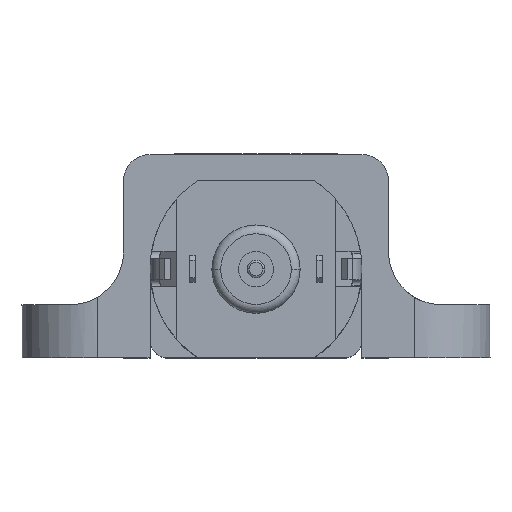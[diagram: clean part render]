
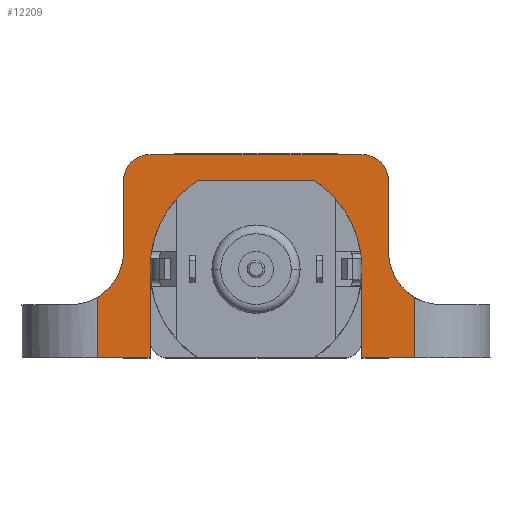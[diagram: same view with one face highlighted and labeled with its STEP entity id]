
A CAD part, top view. The second image highlights one B-rep face of the part: STEP entity #12209.
In plain terms, the highlighted planar face has unit normal (0, 0, 1).
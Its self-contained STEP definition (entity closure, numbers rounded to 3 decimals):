
#71 = FACE_OUTER_BOUND ( 'NONE', #9449, .T. ) ;
#126 = CARTESIAN_POINT ( 'NONE',  ( 9., -2.732, 7.75 ) ) ;
#144 = B_SPLINE_CURVE_WITH_KNOTS ( 'NONE', 3,
 ( #12203, #126, #14292, #938 ),
 .UNSPECIFIED., .F., .F.,
 ( 4, 4 ),
 ( 0., 1. ),
 .UNSPECIFIED. ) ;
#346 = VECTOR ( 'NONE', #3472, 1000. ) ;
#474 = VERTEX_POINT ( 'NONE', #10088 ) ;
#511 = CARTESIAN_POINT ( 'NONE',  ( -9., -2.732, 7.75 ) ) ;
#570 = VERTEX_POINT ( 'NONE', #6090 ) ;
#656 = VERTEX_POINT ( 'NONE', #5149 ) ;
#709 = DIRECTION ( 'NONE',  ( 1., 0., 0. ) ) ;
#743 = DIRECTION ( 'NONE',  ( 0., 1., 0. ) ) ;
#746 = VERTEX_POINT ( 'NONE', #10850 ) ;
#768 = VERTEX_POINT ( 'NONE', #6709 ) ;
#810 = CARTESIAN_POINT ( 'NONE',  ( -6., -5., 7.75 ) ) ;
#938 = CARTESIAN_POINT ( 'NONE',  ( 9., -5., 7.75 ) ) ;
#1053 = VERTEX_POINT ( 'NONE', #4572 ) ;
#1115 = CARTESIAN_POINT ( 'NONE',  ( -7.5, 5., 7.75 ) ) ;
#1253 = ORIENTED_EDGE ( 'NONE', *, *, #5507, .F. ) ;
#1377 = DIRECTION ( 'NONE',  ( 0., -1., 0. ) ) ;
#1386 = CARTESIAN_POINT ( 'NONE',  ( -9., -5., 7.75 ) ) ;
#1454 = ORIENTED_EDGE ( 'NONE', *, *, #2311, .F. ) ;
#1726 = VECTOR ( 'NONE', #10274, 1000. ) ;
#1887 = VERTEX_POINT ( 'NONE', #12581 ) ;
#1956 = EDGE_CURVE ( 'NONE', #570, #1053, #12960, .T. ) ;
#2026 = DIRECTION ( 'NONE',  ( 1., 0., 0. ) ) ;
#2038 = EDGE_CURVE ( 'NONE', #13007, #14160, #4347, .T. ) ;
#2062 = DIRECTION ( 'NONE',  ( 1., 0., 0. ) ) ;
#2293 = EDGE_CURVE ( 'NONE', #746, #8601, #144, .T. ) ;
#2311 = EDGE_CURVE ( 'NONE', #7842, #13007, #12381, .T. ) ;
#2630 = CIRCLE ( 'NONE', #8888, 1.5 ) ;
#2695 = CIRCLE ( 'NONE', #11483, 6. ) ;
#2736 = VECTOR ( 'NONE', #9547, 1000. ) ;
#2757 = VERTEX_POINT ( 'NONE', #810 ) ;
#2779 = ORIENTED_EDGE ( 'NONE', *, *, #10415, .F. ) ;
#2836 = VERTEX_POINT ( 'NONE', #2898 ) ;
#2864 = ORIENTED_EDGE ( 'NONE', *, *, #9058, .F. ) ;
#2898 = CARTESIAN_POINT ( 'NONE',  ( -6., 6.5, 7.75 ) ) ;
#2934 = LINE ( 'NONE', #9832, #2736 ) ;
#3066 = LINE ( 'NONE', #11948, #11549 ) ;
#3123 = ORIENTED_EDGE ( 'NONE', *, *, #12183, .T. ) ;
#3172 = DIRECTION ( 'NONE',  ( 1., 0., 0. ) ) ;
#3316 = VECTOR ( 'NONE', #5185, 1000. ) ;
#3384 = CARTESIAN_POINT ( 'NONE',  ( -9., -1.598, 7.75 ) ) ;
#3386 = CARTESIAN_POINT ( 'NONE',  ( 6., 5., 7.75 ) ) ;
#3472 = DIRECTION ( 'NONE',  ( 0., 1., 0. ) ) ;
#4294 = CARTESIAN_POINT ( 'NONE',  ( 3.317, 5., 7.75 ) ) ;
#4336 = DIRECTION ( 'NONE',  ( 0., 0., -1. ) ) ;
#4347 = LINE ( 'NONE', #5530, #346 ) ;
#4393 = EDGE_CURVE ( 'NONE', #1887, #746, #7571, .T. ) ;
#4468 = CARTESIAN_POINT ( 'NONE',  ( -7.5, 0.476, 7.75 ) ) ;
#4572 = CARTESIAN_POINT ( 'NONE',  ( 6., 0., 7.75 ) ) ;
#4953 = CARTESIAN_POINT ( 'NONE',  ( -9., -1.598, 7.75 ) ) ;
#4986 = LINE ( 'NONE', #11688, #10651 ) ;
#5149 = CARTESIAN_POINT ( 'NONE',  ( 7.5, 5., 7.75 ) ) ;
#5176 = ORIENTED_EDGE ( 'NONE', *, *, #8169, .T. ) ;
#5185 = DIRECTION ( 'NONE',  ( 1., 0., 0. ) ) ;
#5375 = DIRECTION ( 'NONE',  ( 1., 0., 0. ) ) ;
#5386 = CARTESIAN_POINT ( 'NONE',  ( -9., -5., 7.75 ) ) ;
#5437 = CARTESIAN_POINT ( 'NONE',  ( -7.64, -0.047, 7.75 ) ) ;
#5507 = EDGE_CURVE ( 'NONE', #12081, #2757, #4986, .T. ) ;
#5523 = B_SPLINE_CURVE_WITH_KNOTS ( 'NONE', 3,
 ( #7922, #511, #10367, #1386 ),
 .UNSPECIFIED., .F., .F.,
 ( 4, 4 ),
 ( 0., 1. ),
 .UNSPECIFIED. ) ;
#5530 = CARTESIAN_POINT ( 'NONE',  ( -7.5, 5., 7.75 ) ) ;
#5570 = CARTESIAN_POINT ( 'NONE',  ( 0., 0., 7.75 ) ) ;
#5595 = CARTESIAN_POINT ( 'NONE',  ( -7.5, 1., 7.75 ) ) ;
#5613 = DIRECTION ( 'NONE',  ( 0., -1., 0. ) ) ;
#5696 = ORIENTED_EDGE ( 'NONE', *, *, #13878, .F. ) ;
#5718 = VECTOR ( 'NONE', #2026, 1000. ) ;
#5817 = CARTESIAN_POINT ( 'NONE',  ( 10.5, 1., 7.75 ) ) ;
#5930 = VECTOR ( 'NONE', #743, 1000. ) ;
#5992 = EDGE_CURVE ( 'NONE', #474, #12655, #3066, .T. ) ;
#6065 = DIRECTION ( 'NONE',  ( 0., 0., -1. ) ) ;
#6090 = CARTESIAN_POINT ( 'NONE',  ( 6., -5., 7.75 ) ) ;
#6257 = CARTESIAN_POINT ( 'NONE',  ( -9., -5., 7.75 ) ) ;
#6291 = CIRCLE ( 'NONE', #8158, 1.5 ) ;
#6473 = DIRECTION ( 'NONE',  ( 0., 0., -1. ) ) ;
#6709 = CARTESIAN_POINT ( 'NONE',  ( 6., 6.5, 7.75 ) ) ;
#6723 = CARTESIAN_POINT ( 'NONE',  ( -9., -5., 7.75 ) ) ;
#6755 = ORIENTED_EDGE ( 'NONE', *, *, #8938, .F. ) ;
#6945 = CARTESIAN_POINT ( 'NONE',  ( -6., 0., 7.75 ) ) ;
#6951 = AXIS2_PLACEMENT_3D ( 'NONE', #7205, #6065, #709 ) ;
#7205 = CARTESIAN_POINT ( 'NONE',  ( 0., 0., 7.75 ) ) ;
#7456 = CARTESIAN_POINT ( 'NONE',  ( -7.5, 1., 7.75 ) ) ;
#7571 = CIRCLE ( 'NONE', #11273, 3. ) ;
#7842 = VERTEX_POINT ( 'NONE', #4953 ) ;
#7900 = VERTEX_POINT ( 'NONE', #10255 ) ;
#7922 = CARTESIAN_POINT ( 'NONE',  ( -9., -1.598, 7.75 ) ) ;
#8158 = AXIS2_PLACEMENT_3D ( 'NONE', #3386, #4336, #14156 ) ;
#8169 = EDGE_CURVE ( 'NONE', #12655, #1053, #2695, .T. ) ;
#8408 = EDGE_CURVE ( 'NONE', #7900, #2757, #11595, .T. ) ;
#8481 = ORIENTED_EDGE ( 'NONE', *, *, #4393, .F. ) ;
#8601 = VERTEX_POINT ( 'NONE', #8997 ) ;
#8806 = DIRECTION ( 'NONE',  ( 1., 0., 0. ) ) ;
#8888 = AXIS2_PLACEMENT_3D ( 'NONE', #9853, #12944, #5375 ) ;
#8893 = CARTESIAN_POINT ( 'NONE',  ( -6., 6.5, 7.75 ) ) ;
#8938 = EDGE_CURVE ( 'NONE', #14160, #2836, #2630, .T. ) ;
#8962 = LINE ( 'NONE', #8893, #1726 ) ;
#8997 = CARTESIAN_POINT ( 'NONE',  ( 9., -5., 7.75 ) ) ;
#9058 = EDGE_CURVE ( 'NONE', #2836, #768, #8962, .T. ) ;
#9449 = EDGE_LOOP ( 'NONE', ( #11092, #5176, #12789, #3123, #12614, #8481, #5696, #2779, #2864, #6755, #11528, #1454, #11930, #13682, #1253, #10381 ) ) ;
#9547 = DIRECTION ( 'NONE',  ( 0., -1., 0. ) ) ;
#9784 = CARTESIAN_POINT ( 'NONE',  ( -8.547, -1.336, 7.75 ) ) ;
#9832 = CARTESIAN_POINT ( 'NONE',  ( 7.5, 5., 7.75 ) ) ;
#9847 = EDGE_CURVE ( 'NONE', #12081, #474, #12264, .T. ) ;
#9853 = CARTESIAN_POINT ( 'NONE',  ( -6., 5., 7.75 ) ) ;
#10088 = CARTESIAN_POINT ( 'NONE',  ( -3.317, 5., 7.75 ) ) ;
#10255 = CARTESIAN_POINT ( 'NONE',  ( -9., -5., 7.75 ) ) ;
#10274 = DIRECTION ( 'NONE',  ( 1., 0., 0. ) ) ;
#10367 = CARTESIAN_POINT ( 'NONE',  ( -9., -3.866, 7.75 ) ) ;
#10381 = ORIENTED_EDGE ( 'NONE', *, *, #9847, .T. ) ;
#10415 = EDGE_CURVE ( 'NONE', #768, #656, #6291, .T. ) ;
#10651 = VECTOR ( 'NONE', #1377, 1000. ) ;
#10850 = CARTESIAN_POINT ( 'NONE',  ( 9., -1.598, 7.75 ) ) ;
#10865 = LINE ( 'NONE', #6723, #5718 ) ;
#11071 = CARTESIAN_POINT ( 'NONE',  ( -8.164, -0.953, 7.75 ) ) ;
#11087 = DIRECTION ( 'NONE',  ( 0., 0., 1. ) ) ;
#11092 = ORIENTED_EDGE ( 'NONE', *, *, #5992, .T. ) ;
#11273 = AXIS2_PLACEMENT_3D ( 'NONE', #5817, #11087, #5613 ) ;
#11483 = AXIS2_PLACEMENT_3D ( 'NONE', #5570, #6473, #8806 ) ;
#11528 = ORIENTED_EDGE ( 'NONE', *, *, #2038, .F. ) ;
#11549 = VECTOR ( 'NONE', #2062, 1000. ) ;
#11595 = LINE ( 'NONE', #6257, #3316 ) ;
#11688 = CARTESIAN_POINT ( 'NONE',  ( -6., 5., 7.75 ) ) ;
#11914 = AXIS2_PLACEMENT_3D ( 'NONE', #5386, #12137, #3172 ) ;
#11916 = PLANE ( 'NONE',  #11914 ) ;
#11930 = ORIENTED_EDGE ( 'NONE', *, *, #12064, .T. ) ;
#11948 = CARTESIAN_POINT ( 'NONE',  ( -9., 5., 7.75 ) ) ;
#12064 = EDGE_CURVE ( 'NONE', #7842, #7900, #5523, .T. ) ;
#12081 = VERTEX_POINT ( 'NONE', #6945 ) ;
#12137 = DIRECTION ( 'NONE',  ( 0., 0., 1. ) ) ;
#12183 = EDGE_CURVE ( 'NONE', #570, #8601, #10865, .T. ) ;
#12203 = CARTESIAN_POINT ( 'NONE',  ( 9., -1.598, 7.75 ) ) ;
#12209 = ADVANCED_FACE ( 'NONE', ( #71 ), #11916, .T. ) ;
#12264 = CIRCLE ( 'NONE', #6951, 6. ) ;
#12381 = B_SPLINE_CURVE_WITH_KNOTS ( 'NONE', 3,
 ( #3384, #9784, #11071, #5437, #4468, #5595 ),
 .UNSPECIFIED., .F., .F.,
 ( 4, 2, 4 ),
 ( 0., 0.5, 1. ),
 .UNSPECIFIED. ) ;
#12581 = CARTESIAN_POINT ( 'NONE',  ( 7.5, 1., 7.75 ) ) ;
#12614 = ORIENTED_EDGE ( 'NONE', *, *, #2293, .F. ) ;
#12655 = VERTEX_POINT ( 'NONE', #4294 ) ;
#12789 = ORIENTED_EDGE ( 'NONE', *, *, #1956, .F. ) ;
#12944 = DIRECTION ( 'NONE',  ( 0., 0., -1. ) ) ;
#12960 = LINE ( 'NONE', #13955, #5930 ) ;
#13007 = VERTEX_POINT ( 'NONE', #7456 ) ;
#13682 = ORIENTED_EDGE ( 'NONE', *, *, #8408, .T. ) ;
#13878 = EDGE_CURVE ( 'NONE', #656, #1887, #2934, .T. ) ;
#13955 = CARTESIAN_POINT ( 'NONE',  ( 6., 5., 7.75 ) ) ;
#14156 = DIRECTION ( 'NONE',  ( 1., 0., 0. ) ) ;
#14160 = VERTEX_POINT ( 'NONE', #1115 ) ;
#14292 = CARTESIAN_POINT ( 'NONE',  ( 9., -3.866, 7.75 ) ) ;
